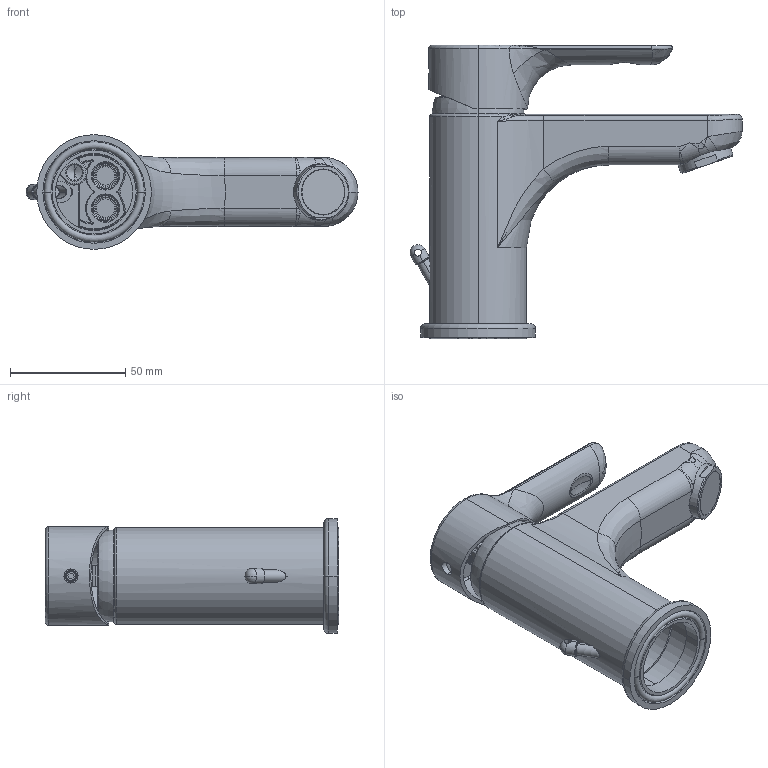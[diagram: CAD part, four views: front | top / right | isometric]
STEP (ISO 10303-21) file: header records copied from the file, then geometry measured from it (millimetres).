
FILE_DESCRIPTION (( 'STEP AP214' ), '1' );
FILE_NAME ('15 510 150 LAVABO MONOMANDO ECO PRIME.STEP', '2020-01-08T10:55:26', ( '' ), ( '' ), 'SwSTEP 2.0', 'SolidWorks 2016', '' );
FILE_SCHEMA (( 'AUTOMOTIVE_DESIGN' ));
Length unit declared in the file: millimetre
Products named in the file (11): CARTUCHO 35 CITEC SALIDA ABIERTA CORTO; 1117 TUERCA APRIETACARTUCHOS ENTER GREEN_-01; EMBELLECEDOR. 035 ABS CROMO PRESIÓN REBAJADO; 15 510 150 LAVABO MONOMANDO ECO PRIME; PORTACADENAS. PVC CROMO 5.5mm_ESPIGUILLA; 3136 MANETA NEW TENDER_-01; socket set screw cup point_din_DIN 916 - M5 x 5-S; 1648 POSTIZO GRB PARA CONVERSOR CARTUCHO ABS_-CON JUNTA; AIREADOR AIRFORCE ONE M24 030073.60; 1842 NUEVO LAVABO PRIME CON POSTIZO 2016 _-07; PEANA HILBAR 91_-01
Assembly tree (10 placements, depth 2):
  15 510 150 LAVABO MONOMANDO ECO PRIME
    1842 NUEVO LAVABO PRIME CON POSTIZO 2016 _-07
    1648 POSTIZO GRB PARA CONVERSOR CARTUCHO ABS_-CON JUNTA
    CARTUCHO 35 CITEC SALIDA ABIERTA CORTO
    1117 TUERCA APRIETACARTUCHOS ENTER GREEN_-01
    EMBELLECEDOR. 035 ABS CROMO PRESIÓN REBAJADO
    3136 MANETA NEW TENDER_-01
    socket set screw cup point_din_DIN 916 - M5 x 5-S
    AIREADOR AIRFORCE ONE M24 030073.60
    PORTACADENAS. PVC CROMO 5.5mm_ESPIGUILLA
    PEANA HILBAR 91_-01
Bounding box: 144.15 x 127.33 x 49.8 mm (x, y, z)
Volume: 132432.1 mm3; surface area: 84488.3 mm2
Topology: 15 solids, 15 shells, 1088 faces, 2563 edges, 1480 vertices
Faces by surface type: cylinder 357, torus 284, plane 185, bspline 134, cone 92, sphere 36
Entity records: 41002 total; most frequent: CARTESIAN_POINT 12532, DIRECTION 5459, ORIENTED_EDGE 5002, EDGE_CURVE 2501, AXIS2_PLACEMENT_3D 2363, VERTEX_POINT 1480, CIRCLE 1396, EDGE_LOOP 1159
